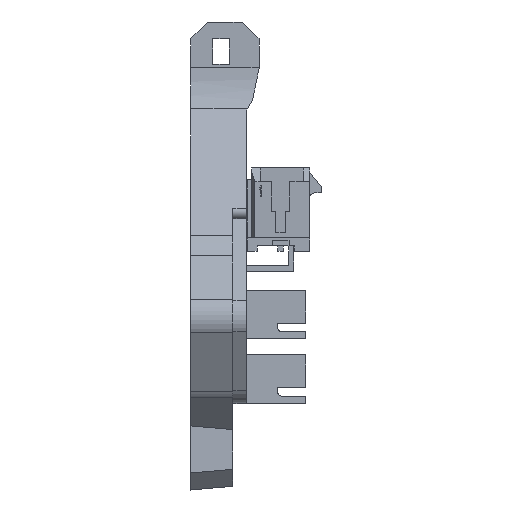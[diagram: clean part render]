
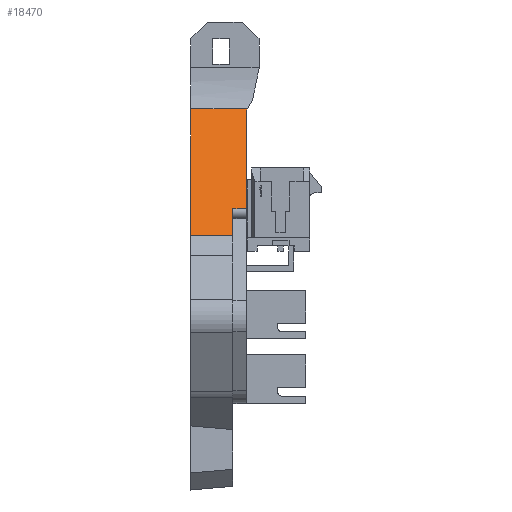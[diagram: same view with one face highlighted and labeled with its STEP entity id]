
A CAD part, front view. The second image highlights one B-rep face of the part: STEP entity #18470.
In plain terms, the highlighted face is planar.
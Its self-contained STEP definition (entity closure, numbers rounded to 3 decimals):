
#1420=FACE_OUTER_BOUND('',#2524,.T.);
#2524=EDGE_LOOP('',(#16139,#16140,#16141,#16142,#16143,#16144,#16145));
#4749=LINE('',#29171,#7082);
#4800=LINE('',#29335,#7133);
#4835=LINE('',#29427,#7168);
#4840=LINE('',#29440,#7173);
#4842=LINE('',#29444,#7175);
#4843=LINE('',#29446,#7176);
#4844=LINE('',#29447,#7177);
#7082=VECTOR('',#24011,10.);
#7133=VECTOR('',#24142,10.);
#7168=VECTOR('',#24225,10.);
#7173=VECTOR('',#24242,10.);
#7175=VECTOR('',#24246,10.);
#7176=VECTOR('',#24247,10.);
#7177=VECTOR('',#24248,10.);
#8710=VERTEX_POINT('',#29168);
#8711=VERTEX_POINT('',#29170);
#8783=VERTEX_POINT('',#29332);
#8784=VERTEX_POINT('',#29334);
#8816=VERTEX_POINT('',#29423);
#8820=VERTEX_POINT('',#29443);
#8821=VERTEX_POINT('',#29445);
#11148=EDGE_CURVE('',#8710,#8711,#4749,.T.);
#11230=EDGE_CURVE('',#8783,#8784,#4800,.T.);
#11277=EDGE_CURVE('',#8784,#8816,#4835,.T.);
#11284=EDGE_CURVE('',#8711,#8783,#4840,.T.);
#11286=EDGE_CURVE('',#8820,#8710,#4842,.T.);
#11287=EDGE_CURVE('',#8820,#8821,#4843,.T.);
#11288=EDGE_CURVE('',#8821,#8816,#4844,.F.);
#16139=ORIENTED_EDGE('',*,*,#11277,.F.);
#16140=ORIENTED_EDGE('',*,*,#11230,.F.);
#16141=ORIENTED_EDGE('',*,*,#11284,.F.);
#16142=ORIENTED_EDGE('',*,*,#11148,.F.);
#16143=ORIENTED_EDGE('',*,*,#11286,.F.);
#16144=ORIENTED_EDGE('',*,*,#11287,.T.);
#16145=ORIENTED_EDGE('',*,*,#11288,.T.);
#17287=PLANE('',#19693);
#18470=ADVANCED_FACE('',(#1420),#17287,.T.);
#19693=AXIS2_PLACEMENT_3D('',#29442,#24244,#24245);
#24011=DIRECTION('',(-0.49,-0.872,0.));
#24142=DIRECTION('',(0.49,0.872,0.));
#24225=DIRECTION('',(0.,0.,1.));
#24242=DIRECTION('',(0.,0.,-1.));
#24244=DIRECTION('center_axis',(-0.872,0.49,0.));
#24245=DIRECTION('ref_axis',(0.49,0.872,0.));
#24246=DIRECTION('',(0.,0.,-1.));
#24247=DIRECTION('',(0.49,0.872,0.));
#24248=DIRECTION('',(-0.434,-0.772,-0.463));
#29168=CARTESIAN_POINT('',(-14.945,9.078,0.));
#29170=CARTESIAN_POINT('',(-16.747,5.874,0.));
#29171=CARTESIAN_POINT('',(-14.549,9.781,0.));
#29332=CARTESIAN_POINT('',(-16.747,5.874,-5.));
#29334=CARTESIAN_POINT('',(-8.285,20.917,-5.));
#29335=CARTESIAN_POINT('',(-7.,23.2,-5.));
#29423=CARTESIAN_POINT('',(-8.285,20.917,1.73));
#29427=CARTESIAN_POINT('',(-8.285,20.917,0.));
#29440=CARTESIAN_POINT('',(-16.747,5.874,0.));
#29442=CARTESIAN_POINT('Origin',(-17.5,4.536,0.));
#29443=CARTESIAN_POINT('',(-14.945,9.078,1.6));
#29444=CARTESIAN_POINT('',(-14.945,9.078,0.));
#29445=CARTESIAN_POINT('',(-8.406,20.7,1.6));
#29446=CARTESIAN_POINT('',(-7.298,22.671,1.6));
#29447=CARTESIAN_POINT('',(-11.39,15.398,-1.581));
